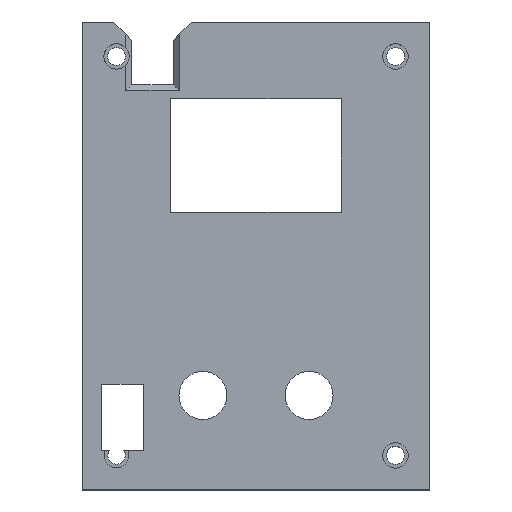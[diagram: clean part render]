
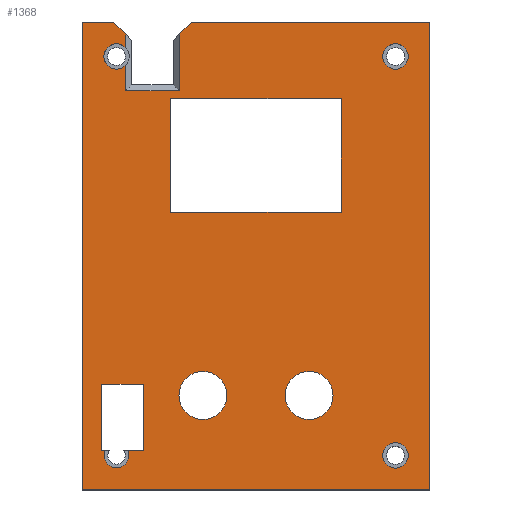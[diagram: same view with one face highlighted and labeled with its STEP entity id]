
A CAD part, top view. The second image highlights one B-rep face of the part: STEP entity #1368.
In plain terms, the highlighted planar face has unit normal (0, 0, 1).
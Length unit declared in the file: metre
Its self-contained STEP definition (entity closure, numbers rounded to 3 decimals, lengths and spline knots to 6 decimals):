
#37=CIRCLE('',#1458,0.004);
#38=CIRCLE('',#1459,0.004);
#39=CIRCLE('',#1460,0.002125);
#40=CIRCLE('',#1461,0.002125);
#41=CIRCLE('',#1462,0.002075);
#42=CIRCLE('',#1463,0.002125);
#130=ORIENTED_EDGE('',*,*,#507,.F.);
#131=ORIENTED_EDGE('',*,*,#508,.F.);
#132=ORIENTED_EDGE('',*,*,#509,.F.);
#133=ORIENTED_EDGE('',*,*,#510,.F.);
#134=ORIENTED_EDGE('',*,*,#511,.F.);
#135=ORIENTED_EDGE('',*,*,#512,.T.);
#136=ORIENTED_EDGE('',*,*,#513,.F.);
#137=ORIENTED_EDGE('',*,*,#514,.F.);
#138=ORIENTED_EDGE('',*,*,#515,.T.);
#139=ORIENTED_EDGE('',*,*,#516,.T.);
#140=ORIENTED_EDGE('',*,*,#517,.T.);
#141=ORIENTED_EDGE('',*,*,#518,.T.);
#142=ORIENTED_EDGE('',*,*,#519,.T.);
#143=ORIENTED_EDGE('',*,*,#520,.T.);
#144=ORIENTED_EDGE('',*,*,#521,.F.);
#145=ORIENTED_EDGE('',*,*,#504,.F.);
#146=ORIENTED_EDGE('',*,*,#522,.T.);
#147=ORIENTED_EDGE('',*,*,#523,.T.);
#148=ORIENTED_EDGE('',*,*,#524,.T.);
#149=ORIENTED_EDGE('',*,*,#525,.T.);
#150=ORIENTED_EDGE('',*,*,#526,.T.);
#151=ORIENTED_EDGE('',*,*,#527,.F.);
#152=ORIENTED_EDGE('',*,*,#472,.F.);
#153=ORIENTED_EDGE('',*,*,#470,.T.);
#154=ORIENTED_EDGE('',*,*,#478,.T.);
#155=ORIENTED_EDGE('',*,*,#475,.F.);
#470=EDGE_CURVE('',#660,#662,#793,.T.);
#472=EDGE_CURVE('',#660,#664,#795,.T.);
#475=EDGE_CURVE('',#664,#666,#798,.T.);
#478=EDGE_CURVE('',#662,#666,#801,.T.);
#504=EDGE_CURVE('',#690,#691,#825,.T.);
#507=EDGE_CURVE('',#692,#692,#37,.T.);
#508=EDGE_CURVE('',#693,#693,#38,.T.);
#509=EDGE_CURVE('',#694,#694,#39,.T.);
#510=EDGE_CURVE('',#695,#695,#40,.T.);
#511=EDGE_CURVE('',#696,#697,#41,.T.);
#512=EDGE_CURVE('',#696,#698,#828,.T.);
#513=EDGE_CURVE('',#699,#698,#829,.T.);
#514=EDGE_CURVE('',#700,#699,#830,.T.);
#515=EDGE_CURVE('',#700,#701,#831,.T.);
#516=EDGE_CURVE('',#701,#697,#832,.T.);
#517=EDGE_CURVE('',#702,#703,#833,.T.);
#518=EDGE_CURVE('',#703,#704,#834,.T.);
#519=EDGE_CURVE('',#704,#705,#835,.T.);
#520=EDGE_CURVE('',#705,#706,#836,.T.);
#521=EDGE_CURVE('',#691,#706,#837,.T.);
#522=EDGE_CURVE('',#690,#707,#838,.T.);
#523=EDGE_CURVE('',#707,#708,#839,.F.);
#524=EDGE_CURVE('',#708,#709,#840,.T.);
#525=EDGE_CURVE('',#709,#710,#841,.T.);
#526=EDGE_CURVE('',#710,#711,#842,.T.);
#527=EDGE_CURVE('',#702,#711,#42,.T.);
#660=VERTEX_POINT('',#1962);
#662=VERTEX_POINT('',#1966);
#664=VERTEX_POINT('',#1972);
#666=VERTEX_POINT('',#1978);
#690=VERTEX_POINT('',#2034);
#691=VERTEX_POINT('',#2036);
#692=VERTEX_POINT('',#2041);
#693=VERTEX_POINT('',#2043);
#694=VERTEX_POINT('',#2045);
#695=VERTEX_POINT('',#2047);
#696=VERTEX_POINT('',#2049);
#697=VERTEX_POINT('',#2050);
#698=VERTEX_POINT('',#2052);
#699=VERTEX_POINT('',#2054);
#700=VERTEX_POINT('',#2056);
#701=VERTEX_POINT('',#2058);
#702=VERTEX_POINT('',#2061);
#703=VERTEX_POINT('',#2062);
#704=VERTEX_POINT('',#2064);
#705=VERTEX_POINT('',#2066);
#706=VERTEX_POINT('',#2068);
#707=VERTEX_POINT('',#2071);
#708=VERTEX_POINT('',#2073);
#709=VERTEX_POINT('',#2075);
#710=VERTEX_POINT('',#2077);
#711=VERTEX_POINT('',#2079);
#793=LINE('',#1967,#962);
#795=LINE('',#1971,#964);
#798=LINE('',#1977,#967);
#801=LINE('',#1982,#970);
#825=LINE('',#2035,#994);
#828=LINE('',#2051,#997);
#829=LINE('',#2053,#998);
#830=LINE('',#2055,#999);
#831=LINE('',#2057,#1000);
#832=LINE('',#2059,#1001);
#833=LINE('',#2060,#1002);
#834=LINE('',#2063,#1003);
#835=LINE('',#2065,#1004);
#836=LINE('',#2067,#1005);
#837=LINE('',#2069,#1006);
#838=LINE('',#2070,#1007);
#839=LINE('',#2072,#1008);
#840=LINE('',#2074,#1009);
#841=LINE('',#2076,#1010);
#842=LINE('',#2078,#1011);
#962=VECTOR('',#1579,1.);
#964=VECTOR('',#1583,1.);
#967=VECTOR('',#1588,1.);
#970=VECTOR('',#1593,1.);
#994=VECTOR('',#1627,1.);
#997=VECTOR('',#1642,1.);
#998=VECTOR('',#1643,1.);
#999=VECTOR('',#1644,1.);
#1000=VECTOR('',#1645,1.);
#1001=VECTOR('',#1646,1.);
#1002=VECTOR('',#1647,1.);
#1003=VECTOR('',#1648,1.);
#1004=VECTOR('',#1649,1.);
#1005=VECTOR('',#1650,1.);
#1006=VECTOR('',#1651,1.);
#1007=VECTOR('',#1652,1.);
#1008=VECTOR('',#1653,1.);
#1009=VECTOR('',#1654,1.);
#1010=VECTOR('',#1655,1.);
#1011=VECTOR('',#1656,1.);
#1114=EDGE_LOOP('',(#130));
#1115=EDGE_LOOP('',(#131));
#1116=EDGE_LOOP('',(#132));
#1117=EDGE_LOOP('',(#133));
#1118=EDGE_LOOP('',(#134,#135,#136,#137,#138,#139));
#1119=EDGE_LOOP('',(#140,#141,#142,#143,#144,#145,#146,#147,#148,#149,#150,
#151));
#1120=EDGE_LOOP('',(#152,#153,#154,#155));
#1213=FACE_BOUND('',#1114,.T.);
#1214=FACE_BOUND('',#1115,.T.);
#1215=FACE_BOUND('',#1116,.T.);
#1216=FACE_BOUND('',#1117,.T.);
#1217=FACE_BOUND('',#1118,.T.);
#1218=FACE_BOUND('',#1119,.T.);
#1219=FACE_BOUND('',#1120,.T.);
#1308=PLANE('',#1457);
#1368=ADVANCED_FACE('',(#1213,#1214,#1215,#1216,#1217,#1218,#1219),#1308,
 .T.);
#1457=AXIS2_PLACEMENT_3D('',#2039,#1630,#1631);
#1458=AXIS2_PLACEMENT_3D('',#2040,#1632,#1633);
#1459=AXIS2_PLACEMENT_3D('',#2042,#1634,#1635);
#1460=AXIS2_PLACEMENT_3D('',#2044,#1636,#1637);
#1461=AXIS2_PLACEMENT_3D('',#2046,#1638,#1639);
#1462=AXIS2_PLACEMENT_3D('',#2048,#1640,#1641);
#1463=AXIS2_PLACEMENT_3D('',#2080,#1657,#1658);
#1579=DIRECTION('',(1.,0.,0.));
#1583=DIRECTION('',(0.,-1.,0.));
#1588=DIRECTION('',(1.,0.,0.));
#1593=DIRECTION('',(0.,-1.,0.));
#1627=DIRECTION('',(0.,-1.,0.));
#1630=DIRECTION('',(0.,0.,1.));
#1631=DIRECTION('',(1.,0.,0.));
#1632=DIRECTION('',(0.,0.,1.));
#1633=DIRECTION('',(1.,0.,0.));
#1634=DIRECTION('',(0.,0.,1.));
#1635=DIRECTION('',(1.,0.,0.));
#1636=DIRECTION('',(0.,0.,1.));
#1637=DIRECTION('',(1.,0.,0.));
#1638=DIRECTION('',(0.,0.,1.));
#1639=DIRECTION('',(1.,0.,0.));
#1640=DIRECTION('',(0.,0.,1.));
#1641=DIRECTION('',(1.,0.,0.));
#1642=DIRECTION('',(-1.,0.,0.));
#1643=DIRECTION('',(0.,-1.,0.));
#1644=DIRECTION('',(-1.,0.,0.));
#1645=DIRECTION('',(0.,-1.,0.));
#1646=DIRECTION('',(-1.,0.,0.));
#1647=DIRECTION('',(0.,1.,0.));
#1648=DIRECTION('',(-0.707,0.707,0.));
#1649=DIRECTION('',(-1.,0.,0.));
#1650=DIRECTION('',(0.,-1.,0.));
#1651=DIRECTION('',(-1.,0.,0.));
#1652=DIRECTION('',(-1.,0.,0.));
#1653=DIRECTION('',(0.707,0.707,0.));
#1654=DIRECTION('',(0.,-1.,0.));
#1655=DIRECTION('',(-1.,0.,0.));
#1656=DIRECTION('',(0.,1.,0.));
#1657=DIRECTION('',(0.,0.,1.));
#1658=DIRECTION('',(1.,0.,0.));
#1962=CARTESIAN_POINT('',(-0.014261,0.026248,0.0195));
#1966=CARTESIAN_POINT('',(0.014239,0.026248,0.0195));
#1967=CARTESIAN_POINT('',(-0.000011,0.026248,0.0195));
#1971=CARTESIAN_POINT('',(-0.014261,0.016748,0.0195));
#1972=CARTESIAN_POINT('',(-0.014261,0.007248,0.0195));
#1977=CARTESIAN_POINT('',(-0.000011,0.007248,0.0195));
#1978=CARTESIAN_POINT('',(0.014239,0.007248,0.0195));
#1982=CARTESIAN_POINT('',(0.014239,0.016748,0.0195));
#2034=CARTESIAN_POINT('',(0.029,0.039,0.0195));
#2035=CARTESIAN_POINT('',(0.029,0.,0.0195));
#2036=CARTESIAN_POINT('',(0.029,-0.039,0.0195));
#2039=CARTESIAN_POINT('',(0.,0.,0.0195));
#2040=CARTESIAN_POINT('',(-0.00885,-0.02325,0.0195));
#2041=CARTESIAN_POINT('',(-0.00485,-0.02325,0.0195));
#2042=CARTESIAN_POINT('',(0.00885,-0.02325,0.0195));
#2043=CARTESIAN_POINT('',(0.01285,-0.02325,0.0195));
#2044=CARTESIAN_POINT('',(0.02325,-0.03325,0.0195));
#2045=CARTESIAN_POINT('',(0.025375,-0.03325,0.0195));
#2046=CARTESIAN_POINT('',(0.02325,0.03325,0.0195));
#2047=CARTESIAN_POINT('',(0.025375,0.03325,0.0195));
#2048=CARTESIAN_POINT('',(-0.02325,-0.03325,0.0195));
#2049=CARTESIAN_POINT('',(-0.025163,-0.032446,0.0195));
#2050=CARTESIAN_POINT('',(-0.021337,-0.032446,0.0195));
#2051=CARTESIAN_POINT('',(0.,-0.032446,0.0195));
#2052=CARTESIAN_POINT('',(-0.02575,-0.032446,0.0195));
#2053=CARTESIAN_POINT('',(-0.02575,0.,0.0195));
#2054=CARTESIAN_POINT('',(-0.02575,-0.021408,0.0195));
#2055=CARTESIAN_POINT('',(0.,-0.021408,0.0195));
#2056=CARTESIAN_POINT('',(-0.01875,-0.021408,0.0195));
#2057=CARTESIAN_POINT('',(-0.01875,0.,0.0195));
#2058=CARTESIAN_POINT('',(-0.01875,-0.032446,0.0195));
#2059=CARTESIAN_POINT('',(0.,-0.032446,0.0195));
#2060=CARTESIAN_POINT('',(-0.02175,0.,0.0195));
#2061=CARTESIAN_POINT('',(-0.02175,0.034755,0.0195));
#2062=CARTESIAN_POINT('',(-0.02175,0.037,0.0195));
#2063=CARTESIAN_POINT('',(0.007625,0.007625,0.0195));
#2064=CARTESIAN_POINT('',(-0.02375,0.039,0.0195));
#2065=CARTESIAN_POINT('',(0.,0.039,0.0195));
#2066=CARTESIAN_POINT('',(-0.029,0.039,0.0195));
#2067=CARTESIAN_POINT('',(-0.029,0.,0.0195));
#2068=CARTESIAN_POINT('',(-0.029,-0.039,0.0195));
#2069=CARTESIAN_POINT('',(0.,-0.039,0.0195));
#2070=CARTESIAN_POINT('',(0.,0.039,0.0195));
#2071=CARTESIAN_POINT('',(-0.01075,0.039,0.0195));
#2072=CARTESIAN_POINT('',(-0.024875,0.024875,0.0195));
#2073=CARTESIAN_POINT('',(-0.01275,0.037,0.0195));
#2074=CARTESIAN_POINT('',(-0.01275,0.0285,0.0195));
#2075=CARTESIAN_POINT('',(-0.01275,0.0275,0.0195));
#2076=CARTESIAN_POINT('',(-0.02075,0.0275,0.0195));
#2077=CARTESIAN_POINT('',(-0.02175,0.0275,0.0195));
#2078=CARTESIAN_POINT('',(-0.02175,0.,0.0195));
#2079=CARTESIAN_POINT('',(-0.02175,0.031745,0.0195));
#2080=CARTESIAN_POINT('',(-0.02325,0.03325,0.0195));
